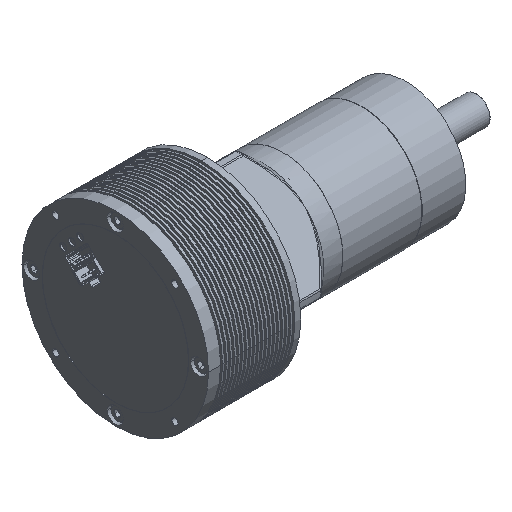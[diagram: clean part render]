
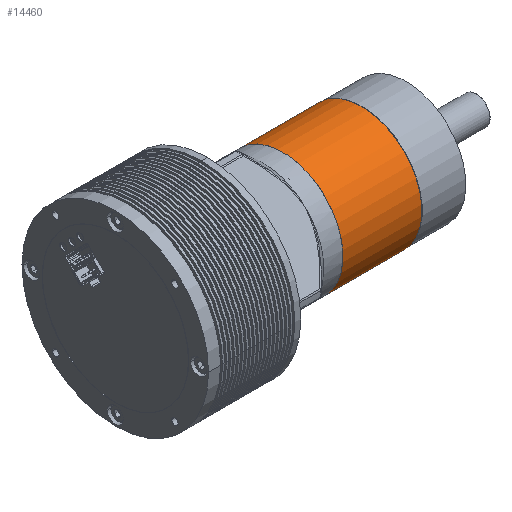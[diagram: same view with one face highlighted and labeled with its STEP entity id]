
A CAD part, isometric view. The second image highlights one B-rep face of the part: STEP entity #14460.
In plain terms, the highlighted cylindrical face has radius 30 mm (diameter 60 mm), a partial arc.
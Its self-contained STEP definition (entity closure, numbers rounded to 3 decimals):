
#171 = FACE_OUTER_BOUND ( 'NONE', #18077, .T. ) ;
#3098 = VERTEX_POINT ( 'NONE', #15145 ) ;
#3254 = LINE ( 'NONE', #17341, #12905 ) ;
#3363 = AXIS2_PLACEMENT_3D ( 'NONE', #7150, #20736, #5254 ) ;
#4402 = AXIS2_PLACEMENT_3D ( 'NONE', #17304, #17432, #15749 ) ;
#5177 = ORIENTED_EDGE ( 'NONE', *, *, #18743, .T. ) ;
#5254 = DIRECTION ( 'NONE',  ( 0., 0.707, 0.707 ) ) ;
#7150 = CARTESIAN_POINT ( 'NONE',  ( 43., 0., 0. ) ) ;
#7253 = AXIS2_PLACEMENT_3D ( 'NONE', #19425, #14188, #7534 ) ;
#7534 = DIRECTION ( 'NONE',  ( 0., 1., 0. ) ) ;
#7788 = CARTESIAN_POINT ( 'NONE',  ( -36.728, -21.213, -21.213 ) ) ;
#7870 = ORIENTED_EDGE ( 'NONE', *, *, #21365, .F. ) ;
#8131 = CYLINDRICAL_SURFACE ( 'NONE', #4402, 30. ) ;
#10086 = ORIENTED_EDGE ( 'NONE', *, *, #17779, .F. ) ;
#10732 = CARTESIAN_POINT ( 'NONE',  ( 3.5, -21.213, -21.213 ) ) ;
#11658 = VERTEX_POINT ( 'NONE', #21948 ) ;
#11786 = DIRECTION ( 'NONE',  ( -1., 0., 0. ) ) ;
#11868 = CARTESIAN_POINT ( 'NONE',  ( 43., -21.213, -21.213 ) ) ;
#11938 = LINE ( 'NONE', #7788, #20218 ) ;
#12373 = EDGE_CURVE ( 'NONE', #17470, #3098, #20320, .T. ) ;
#12797 = DIRECTION ( 'NONE',  ( -1., 0., 0. ) ) ;
#12905 = VECTOR ( 'NONE', #11786, 1000. ) ;
#14188 = DIRECTION ( 'NONE',  ( -1., 0., 0. ) ) ;
#14460 = ADVANCED_FACE ( 'NONE', ( #171 ), #8131, .T. ) ;
#15145 = CARTESIAN_POINT ( 'NONE',  ( 43., 21.213, 21.213 ) ) ;
#15153 = ORIENTED_EDGE ( 'NONE', *, *, #12373, .T. ) ;
#15749 = DIRECTION ( 'NONE',  ( 0., 0.707, 0.707 ) ) ;
#16479 = VERTEX_POINT ( 'NONE', #10732 ) ;
#17304 = CARTESIAN_POINT ( 'NONE',  ( -36.728, 0., 0. ) ) ;
#17341 = CARTESIAN_POINT ( 'NONE',  ( -36.728, 21.213, 21.213 ) ) ;
#17432 = DIRECTION ( 'NONE',  ( -1., 0., 0. ) ) ;
#17470 = VERTEX_POINT ( 'NONE', #11868 ) ;
#17779 = EDGE_CURVE ( 'NONE', #17470, #16479, #11938, .T. ) ;
#18077 = EDGE_LOOP ( 'NONE', ( #10086, #15153, #5177, #7870 ) ) ;
#18743 = EDGE_CURVE ( 'NONE', #3098, #11658, #3254, .T. ) ;
#19425 = CARTESIAN_POINT ( 'NONE',  ( 3.5, 0., 0. ) ) ;
#19695 = CIRCLE ( 'NONE', #7253, 30. ) ;
#20218 = VECTOR ( 'NONE', #12797, 1000. ) ;
#20320 = CIRCLE ( 'NONE', #3363, 30. ) ;
#20736 = DIRECTION ( 'NONE',  ( -1., 0., 0. ) ) ;
#21365 = EDGE_CURVE ( 'NONE', #16479, #11658, #19695, .T. ) ;
#21948 = CARTESIAN_POINT ( 'NONE',  ( 3.5, 21.213, 21.213 ) ) ;
